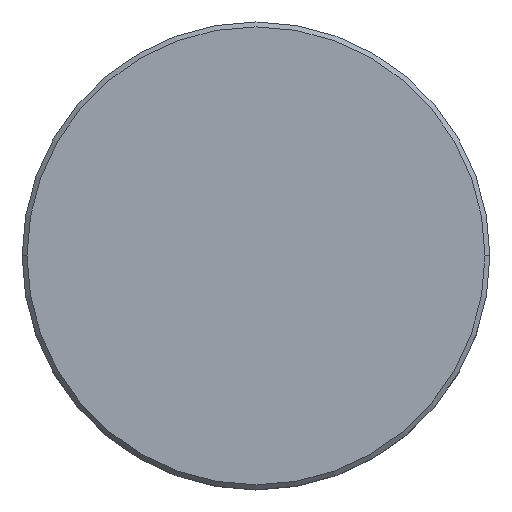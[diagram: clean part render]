
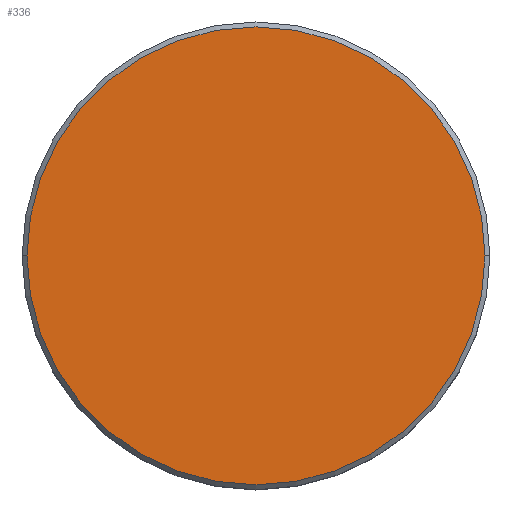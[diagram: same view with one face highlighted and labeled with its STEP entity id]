
A CAD part, top view. The second image highlights one B-rep face of the part: STEP entity #336.
In plain terms, the highlighted planar face has unit normal (0, 0, 1).
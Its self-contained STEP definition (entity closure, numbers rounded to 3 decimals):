
#18 = DIRECTION ( 'NONE',  ( 0., 0., 1. ) ) ;
#54 = CARTESIAN_POINT ( 'NONE',  ( 23.5, 0., 0. ) ) ;
#71 = CIRCLE ( 'NONE', #308, 23.5 ) ;
#80 = VERTEX_POINT ( 'NONE', #87 ) ;
#87 = CARTESIAN_POINT ( 'NONE',  ( -23.5, 0., 0. ) ) ;
#112 = ORIENTED_EDGE ( 'NONE', *, *, #137, .T. ) ;
#137 = EDGE_CURVE ( 'NONE', #334, #80, #358, .T. ) ;
#144 = DIRECTION ( 'NONE',  ( 1., 0., 0. ) ) ;
#161 = AXIS2_PLACEMENT_3D ( 'NONE', #363, #356, #144 ) ;
#192 = ORIENTED_EDGE ( 'NONE', *, *, #315, .T. ) ;
#200 = FACE_OUTER_BOUND ( 'NONE', #438, .T. ) ;
#266 = DIRECTION ( 'NONE',  ( 0., 0., 1. ) ) ;
#293 = AXIS2_PLACEMENT_3D ( 'NONE', #302, #18, #443 ) ;
#302 = CARTESIAN_POINT ( 'NONE',  ( 0., 0., 0. ) ) ;
#306 = CARTESIAN_POINT ( 'NONE',  ( 0., 0., 0. ) ) ;
#308 = AXIS2_PLACEMENT_3D ( 'NONE', #306, #266, #370 ) ;
#315 = EDGE_CURVE ( 'NONE', #80, #334, #71, .T. ) ;
#334 = VERTEX_POINT ( 'NONE', #54 ) ;
#336 = ADVANCED_FACE ( 'NONE', ( #200 ), #340, .T. ) ;
#340 = PLANE ( 'NONE',  #293 ) ;
#356 = DIRECTION ( 'NONE',  ( 0., 0., 1. ) ) ;
#358 = CIRCLE ( 'NONE', #161, 23.5 ) ;
#363 = CARTESIAN_POINT ( 'NONE',  ( 0., 0., 0. ) ) ;
#370 = DIRECTION ( 'NONE',  ( 1., 0., 0. ) ) ;
#438 = EDGE_LOOP ( 'NONE', ( #192, #112 ) ) ;
#443 = DIRECTION ( 'NONE',  ( 1., 0., 0. ) ) ;
